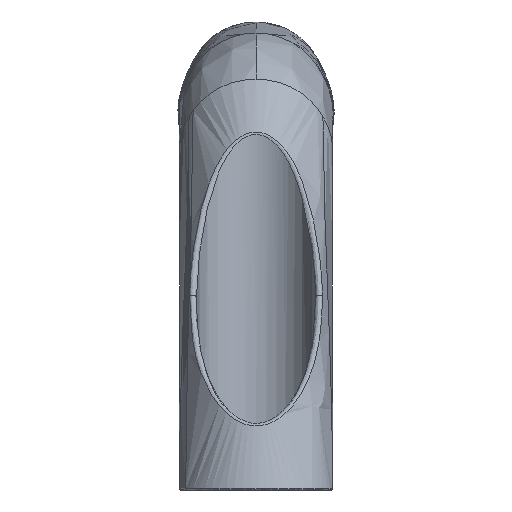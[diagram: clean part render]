
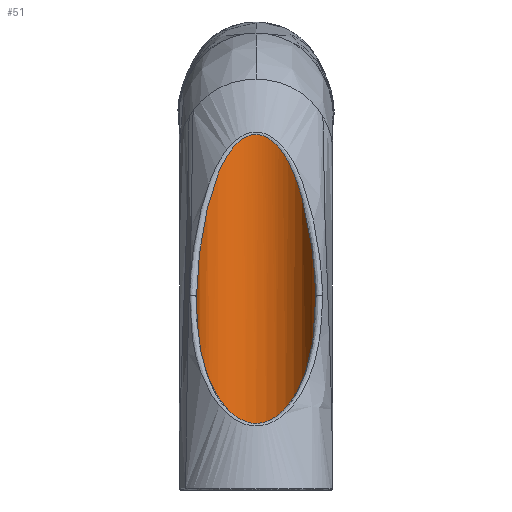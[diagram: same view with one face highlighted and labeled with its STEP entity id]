
A CAD part, left-side view. The second image highlights one B-rep face of the part: STEP entity #51.
In plain terms, the highlighted cylindrical face has radius 8.15 mm (diameter 16.3 mm), a partial arc.
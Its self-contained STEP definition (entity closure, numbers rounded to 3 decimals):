
#51=ADVANCED_FACE('',(#201),#200,.F.);
#200=CYLINDRICAL_SURFACE('',#1839,8.15);
#201=FACE_OUTER_BOUND('',#1840,.T.);
#1836=CARTESIAN_POINT('',(-190.,32.,46.208));
#1837=DIRECTION('',(0.,0.,-1.));
#1838=DIRECTION('',(-1.,-0.009,0.));
#1839=AXIS2_PLACEMENT_3D('',#1836,#1837,#1838);
#1840=EDGE_LOOP('',(#4608,#4609,#4610,#4611));
#4608=ORIENTED_EDGE('',*,*,#4797,.F.);
#4609=ORIENTED_EDGE('',*,*,#4808,.F.);
#4610=ORIENTED_EDGE('',*,*,#4810,.F.);
#4611=ORIENTED_EDGE('',*,*,#4807,.F.);
#4797=EDGE_CURVE('',#4986,#5001,#5014,.T.);
#4807=EDGE_CURVE('',#5001,#5041,#5082,.T.);
#4808=EDGE_CURVE('',#5034,#4986,#5088,.T.);
#4810=EDGE_CURVE('',#5041,#5034,#5100,.T.);
#4986=VERTEX_POINT('',#5926);
#5001=VERTEX_POINT('',#5979);
#5014=CIRCLE('',#5992,8.15);
#5034=VERTEX_POINT('',#6047);
#5041=VERTEX_POINT('',#6052);
#5082=LINE('',#6127,#6128);
#5088=LINE('',#6130,#6131);
#5100=(BOUNDED_CURVE() B_SPLINE_CURVE(3,(#6191,#6192,#6193,#6194,#6195,#6196,#6197,#6198,#6199,#6200,#6201,#6202,#6203,#6204,#6205,#6206,#6207,#6208,#6209,#6210,#6211,#6212,#6213,#6214,#6215,#6216,#6217,#6218,#6219,#6220,#6221,#6222,#6223,#6224,#6225,#6226,#6227,#6228,#6229,#6230,#6231,#6232,#6233,#6234,#6235,#6236,#6237,#6238,#6239,#6240,#6241,#6242,#6243,#6244,#6245,#6246,#6247,#6248),.UNSPECIFIED.,.F.,.F.) B_SPLINE_CURVE_WITH_KNOTS((4,2,2,2,2,2,2,2,2,2,2,2,2,2,2,2,2,2,2,2,2,2,2,2,2,2,2,2,4),(-52.967,-49.657,-46.346,-43.036,-39.726,-36.415,-34.76,-33.105,-31.449,-30.622,-29.794,-28.967,-28.139,-27.311,-26.897,-26.484,-26.07,-25.656,-24.828,-24.001,-23.173,-21.518,-19.863,-16.552,-13.242,-9.931,-6.621,-3.31,0.),.UNSPECIFIED.) CURVE() GEOMETRIC_REPRESENTATION_ITEM() RATIONAL_B_SPLINE_CURVE((1.,1.,1.,1.,1.,1.,1.,1.,1.,1.,1.,1.,1.,1.,1.,1.,1.,1.,1.,1.,1.,1.,1.,1.,1.,1.,1.,1.,1.,1.,1.,1.,1.,1.,1.,1.,1.,1.,1.,1.,1.,1.,1.,1.,1.,1.,1.,1.,1.,1.,1.,1.,1.,1.,1.,1.,1.,1.)) REPRESENTATION_ITEM('') );
#5926=CARTESIAN_POINT('',(-190.,23.85,25.8));
#5979=CARTESIAN_POINT('',(-190.,40.15,25.8));
#5989=CARTESIAN_POINT('',(-190.,32.,25.8));
#5990=DIRECTION('',(0.,0.,1.));
#5991=DIRECTION('',(0.,-1.,0.));
#5992=AXIS2_PLACEMENT_3D('',#5989,#5990,#5991);
#6047=CARTESIAN_POINT('',(-190.,23.85,44.375));
#6052=CARTESIAN_POINT('',(-190.,40.15,44.375));
#6127=CARTESIAN_POINT('',(-190.,40.15,25.8));
#6128=VECTOR('',#6129,18.575);
#6129=DIRECTION('',(0.,0.,1.));
#6130=CARTESIAN_POINT('',(-190.,23.85,44.375));
#6131=VECTOR('',#6132,18.575);
#6132=DIRECTION('',(0.,0.,-1.));
#6191=CARTESIAN_POINT('',(-190.,40.15,44.375));
#6192=CARTESIAN_POINT('',(-189.475,40.15,45.36));
#6193=CARTESIAN_POINT('',(-189.018,40.102,46.366));
#6194=CARTESIAN_POINT('',(-188.167,39.953,48.395));
#6195=CARTESIAN_POINT('',(-187.774,39.85,49.419));
#6196=CARTESIAN_POINT('',(-187.02,39.596,51.473));
#6197=CARTESIAN_POINT('',(-186.659,39.444,52.503));
#6198=CARTESIAN_POINT('',(-185.951,39.084,54.562));
#6199=CARTESIAN_POINT('',(-185.605,38.877,55.591));
#6200=CARTESIAN_POINT('',(-184.919,38.387,57.642));
#6201=CARTESIAN_POINT('',(-184.582,38.106,58.657));
#6202=CARTESIAN_POINT('',(-184.08,37.607,60.155));
#6203=CARTESIAN_POINT('',(-183.914,37.427,60.65));
#6204=CARTESIAN_POINT('',(-183.584,37.032,61.629));
#6205=CARTESIAN_POINT('',(-183.42,36.817,62.114));
#6206=CARTESIAN_POINT('',(-183.095,36.34,63.064));
#6207=CARTESIAN_POINT('',(-182.937,36.079,63.526));
#6208=CARTESIAN_POINT('',(-182.707,35.641,64.191));
#6209=CARTESIAN_POINT('',(-182.631,35.487,64.408));
#6210=CARTESIAN_POINT('',(-182.484,35.157,64.829));
#6211=CARTESIAN_POINT('',(-182.412,34.981,65.035));
#6212=CARTESIAN_POINT('',(-182.275,34.607,65.424));
#6213=CARTESIAN_POINT('',(-182.211,34.408,65.608));
#6214=CARTESIAN_POINT('',(-182.091,33.981,65.944));
#6215=CARTESIAN_POINT('',(-182.037,33.751,66.098));
#6216=CARTESIAN_POINT('',(-181.945,33.266,66.353));
#6217=CARTESIAN_POINT('',(-181.908,33.008,66.457));
#6218=CARTESIAN_POINT('',(-181.871,32.601,66.559));
#6219=CARTESIAN_POINT('',(-181.862,32.462,66.583));
#6220=CARTESIAN_POINT('',(-181.851,32.186,66.613));
#6221=CARTESIAN_POINT('',(-181.849,32.048,66.617));
#6222=CARTESIAN_POINT('',(-181.852,31.771,66.61));
#6223=CARTESIAN_POINT('',(-181.857,31.631,66.596));
#6224=CARTESIAN_POINT('',(-181.874,31.355,66.549));
#6225=CARTESIAN_POINT('',(-181.886,31.221,66.517));
#6226=CARTESIAN_POINT('',(-181.931,30.826,66.394));
#6227=CARTESIAN_POINT('',(-181.972,30.572,66.277));
#6228=CARTESIAN_POINT('',(-182.071,30.101,66.002));
#6229=CARTESIAN_POINT('',(-182.127,29.882,65.844));
#6230=CARTESIAN_POINT('',(-182.25,29.468,65.496));
#6231=CARTESIAN_POINT('',(-182.317,29.273,65.305));
#6232=CARTESIAN_POINT('',(-182.525,28.729,64.714));
#6233=CARTESIAN_POINT('',(-182.674,28.415,64.286));
#6234=CARTESIAN_POINT('',(-182.982,27.843,63.393));
#6235=CARTESIAN_POINT('',(-183.143,27.586,62.925));
#6236=CARTESIAN_POINT('',(-183.626,26.89,61.509));
#6237=CARTESIAN_POINT('',(-183.953,26.516,60.535));
#6238=CARTESIAN_POINT('',(-184.616,25.864,58.556));
#6239=CARTESIAN_POINT('',(-184.95,25.589,57.549));
#6240=CARTESIAN_POINT('',(-185.63,25.108,55.517));
#6241=CARTESIAN_POINT('',(-185.975,24.902,54.492));
#6242=CARTESIAN_POINT('',(-186.679,24.547,52.445));
#6243=CARTESIAN_POINT('',(-187.038,24.397,51.422));
#6244=CARTESIAN_POINT('',(-187.788,24.146,49.382));
#6245=CARTESIAN_POINT('',(-188.179,24.044,48.365));
#6246=CARTESIAN_POINT('',(-189.025,23.897,46.351));
#6247=CARTESIAN_POINT('',(-189.479,23.85,45.352));
#6248=CARTESIAN_POINT('',(-190.,23.85,44.375));
